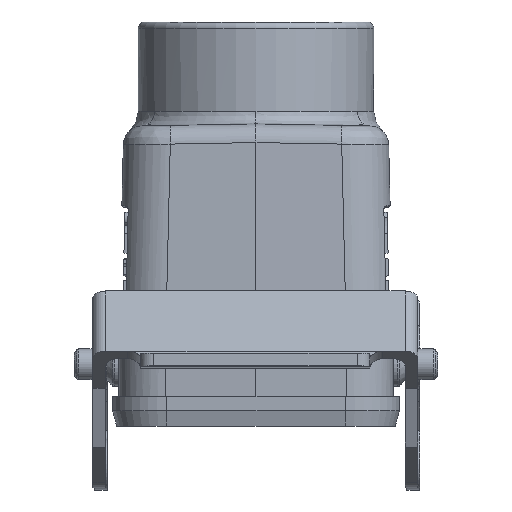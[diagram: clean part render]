
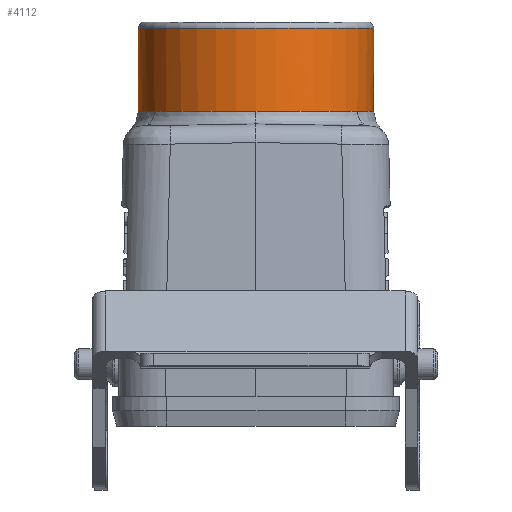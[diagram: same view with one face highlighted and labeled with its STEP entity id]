
A CAD part, left-side view. The second image highlights one B-rep face of the part: STEP entity #4112.
In plain terms, the highlighted cylindrical face has radius 18.5 mm (diameter 37 mm), a full revolution.
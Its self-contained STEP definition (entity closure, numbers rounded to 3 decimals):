
#3631=CARTESIAN_POINT('',(9.436,-15.913,37.85));
#3632=VERTEX_POINT('',#3631);
#3642=CARTESIAN_POINT('',(-9.436,-15.913,37.85));
#3643=VERTEX_POINT('',#3642);
#3644=CARTESIAN_POINT('',(-9.436,-15.913,37.85));
#3645=CARTESIAN_POINT('',(-8.016,-16.754,37.85));
#3646=CARTESIAN_POINT('',(-6.484,-17.405,37.85));
#3647=CARTESIAN_POINT('',(-4.892,-17.841,37.85));
#3648=CARTESIAN_POINT('',(-4.096,-18.06,37.85));
#3649=CARTESIAN_POINT('',(-3.286,-18.225,37.85));
#3650=CARTESIAN_POINT('',(-2.468,-18.335,37.85));
#3651=CARTESIAN_POINT('',(-1.651,-18.445,37.85));
#3652=CARTESIAN_POINT('',(-0.825,-18.5,37.85));
#3653=CARTESIAN_POINT('',(0.,-18.5,37.85));
#3654=CARTESIAN_POINT('',(0.825,-18.5,37.85));
#3655=CARTESIAN_POINT('',(1.65,-18.445,37.85));
#3656=CARTESIAN_POINT('',(2.468,-18.335,37.85));
#3657=CARTESIAN_POINT('',(3.286,-18.225,37.85));
#3658=CARTESIAN_POINT('',(4.097,-18.06,37.85));
#3659=CARTESIAN_POINT('',(4.892,-17.841,37.85));
#3660=CARTESIAN_POINT('',(6.484,-17.405,37.85));
#3661=CARTESIAN_POINT('',(8.017,-16.754,37.85));
#3662=CARTESIAN_POINT('',(9.436,-15.913,37.85));
#3663=B_SPLINE_CURVE_WITH_KNOTS('',3,(#3644,#3645,#3646,#3647,#3648,#3649,#3650,#3651,#3652,#3653,#3654,#3655,#3656,#3657,#3658,#3659,#3660,#3661,#3662),.UNSPECIFIED.,.F.,.U.,(4,3,3,3,3,3,4),(0.0,0.25,0.375,0.5,0.625,0.75,1.0),.UNSPECIFIED.);
#3664=EDGE_CURVE('',#3643,#3632,#3663,.T.);
#3739=CARTESIAN_POINT('',(-18.5,0.,37.85));
#3740=VERTEX_POINT('',#3739);
#3741=CARTESIAN_POINT('',(-18.5,0.,37.85));
#3742=CARTESIAN_POINT('',(-18.5,-3.193,37.85));
#3743=CARTESIAN_POINT('',(-17.655,-6.382,37.85));
#3744=CARTESIAN_POINT('',(-16.075,-9.157,37.85));
#3745=CARTESIAN_POINT('',(-14.495,-11.931,37.85));
#3746=CARTESIAN_POINT('',(-12.182,-14.284,37.85));
#3747=CARTESIAN_POINT('',(-9.436,-15.913,37.85));
#3748=B_SPLINE_CURVE_WITH_KNOTS('',3,(#3741,#3742,#3743,#3744,#3745,#3746,#3747),.UNSPECIFIED.,.F.,.U.,(4,3,4),(0.0,0.5,1.0),.UNSPECIFIED.);
#3749=EDGE_CURVE('',#3740,#3643,#3748,.T.);
#3806=CARTESIAN_POINT('',(-9.436,15.912,37.85));
#3807=VERTEX_POINT('',#3806);
#3808=CARTESIAN_POINT('',(-9.436,15.912,37.85));
#3809=CARTESIAN_POINT('',(-12.183,14.284,37.85));
#3810=CARTESIAN_POINT('',(-14.495,11.931,37.85));
#3811=CARTESIAN_POINT('',(-16.075,9.156,37.85));
#3812=CARTESIAN_POINT('',(-17.655,6.382,37.85));
#3813=CARTESIAN_POINT('',(-18.5,3.193,37.85));
#3814=CARTESIAN_POINT('',(-18.5,0.,37.85));
#3815=B_SPLINE_CURVE_WITH_KNOTS('',3,(#3808,#3809,#3810,#3811,#3812,#3813,#3814),.UNSPECIFIED.,.F.,.U.,(4,3,4),(0.0,0.5,1.0),.UNSPECIFIED.);
#3816=EDGE_CURVE('',#3807,#3740,#3815,.T.);
#3897=CARTESIAN_POINT('',(9.436,15.913,37.85));
#3898=VERTEX_POINT('',#3897);
#3899=CARTESIAN_POINT('',(9.436,15.913,37.85));
#3900=CARTESIAN_POINT('',(8.017,16.754,37.85));
#3901=CARTESIAN_POINT('',(6.484,17.405,37.85));
#3902=CARTESIAN_POINT('',(4.892,17.841,37.85));
#3903=CARTESIAN_POINT('',(4.096,18.06,37.85));
#3904=CARTESIAN_POINT('',(3.286,18.225,37.85));
#3905=CARTESIAN_POINT('',(2.468,18.335,37.85));
#3906=CARTESIAN_POINT('',(1.65,18.445,37.85));
#3907=CARTESIAN_POINT('',(0.825,18.5,37.85));
#3908=CARTESIAN_POINT('',(0.,18.5,37.85));
#3909=CARTESIAN_POINT('',(-0.825,18.5,37.85));
#3910=CARTESIAN_POINT('',(-1.65,18.445,37.85));
#3911=CARTESIAN_POINT('',(-2.468,18.335,37.85));
#3912=CARTESIAN_POINT('',(-3.286,18.225,37.85));
#3913=CARTESIAN_POINT('',(-4.097,18.06,37.85));
#3914=CARTESIAN_POINT('',(-4.892,17.841,37.85));
#3915=CARTESIAN_POINT('',(-6.484,17.405,37.85));
#3916=CARTESIAN_POINT('',(-8.017,16.754,37.85));
#3917=CARTESIAN_POINT('',(-9.436,15.912,37.85));
#3918=B_SPLINE_CURVE_WITH_KNOTS('',3,(#3899,#3900,#3901,#3902,#3903,#3904,#3905,#3906,#3907,#3908,#3909,#3910,#3911,#3912,#3913,#3914,#3915,#3916,#3917),.UNSPECIFIED.,.F.,.U.,(4,3,3,3,3,3,4),(0.0,0.25,0.375,0.5,0.625,0.75,1.0),.UNSPECIFIED.);
#3919=EDGE_CURVE('',#3898,#3807,#3918,.T.);
#3994=CARTESIAN_POINT('',(18.5,0.,37.85));
#3995=VERTEX_POINT('',#3994);
#3996=CARTESIAN_POINT('',(18.5,0.,37.85));
#3997=CARTESIAN_POINT('',(18.5,3.193,37.85));
#3998=CARTESIAN_POINT('',(17.655,6.382,37.85));
#3999=CARTESIAN_POINT('',(16.075,9.156,37.85));
#4000=CARTESIAN_POINT('',(14.495,11.931,37.85));
#4001=CARTESIAN_POINT('',(12.182,14.284,37.85));
#4002=CARTESIAN_POINT('',(9.436,15.913,37.85));
#4003=B_SPLINE_CURVE_WITH_KNOTS('',3,(#3996,#3997,#3998,#3999,#4000,#4001,#4002),.UNSPECIFIED.,.F.,.U.,(4,3,4),(0.0,0.5,1.0),.UNSPECIFIED.);
#4004=EDGE_CURVE('',#3995,#3898,#4003,.T.);
#4057=CARTESIAN_POINT('',(9.436,-15.913,37.85));
#4058=CARTESIAN_POINT('',(12.183,-14.284,37.85));
#4059=CARTESIAN_POINT('',(14.495,-11.931,37.85));
#4060=CARTESIAN_POINT('',(16.075,-9.156,37.85));
#4061=CARTESIAN_POINT('',(17.655,-6.382,37.85));
#4062=CARTESIAN_POINT('',(18.5,-3.193,37.85));
#4063=CARTESIAN_POINT('',(18.5,0.,37.85));
#4064=B_SPLINE_CURVE_WITH_KNOTS('',3,(#4057,#4058,#4059,#4060,#4061,#4062,#4063),.UNSPECIFIED.,.F.,.U.,(4,3,4),(0.0,0.5,1.0),.UNSPECIFIED.);
#4065=EDGE_CURVE('',#3632,#3995,#4064,.T.);
#4088=CARTESIAN_POINT('',(0.,0.0,35.35));
#4089=DIRECTION('',(0.0,0.0,1.0));
#4090=DIRECTION('',(1.0,0.0,0.0));
#4091=AXIS2_PLACEMENT_3D('',#4088,#4089,#4090);
#4092=CYLINDRICAL_SURFACE('',#4091,18.5);
#4093=CARTESIAN_POINT('',(-18.5,0.0,50.85));
#4094=VERTEX_POINT('',#4093);
#4095=CARTESIAN_POINT('',(0.,0.0,50.85));
#4096=DIRECTION('',(0.0,0.0,-1.0));
#4097=DIRECTION('',(-1.0,0.0,0.0));
#4098=AXIS2_PLACEMENT_3D('',#4095,#4096,#4097);
#4099=CIRCLE('',#4098,18.5);
#4100=EDGE_CURVE('',#4094,#4094,#4099,.T.);
#4101=ORIENTED_EDGE('',*,*,#4100,.T.);
#4102=EDGE_LOOP('',(#4101));
#4103=FACE_OUTER_BOUND('',#4102,.T.);
#4104=ORIENTED_EDGE('',*,*,#4004,.T.);
#4105=ORIENTED_EDGE('',*,*,#3919,.T.);
#4106=ORIENTED_EDGE('',*,*,#3816,.T.);
#4107=ORIENTED_EDGE('',*,*,#3749,.T.);
#4108=ORIENTED_EDGE('',*,*,#3664,.T.);
#4109=ORIENTED_EDGE('',*,*,#4065,.T.);
#4110=EDGE_LOOP('',(#4104,#4105,#4106,#4107,#4108,#4109));
#4111=FACE_BOUND('',#4110,.T.);
#4112=ADVANCED_FACE('',(#4103,#4111),#4092,.T.);
